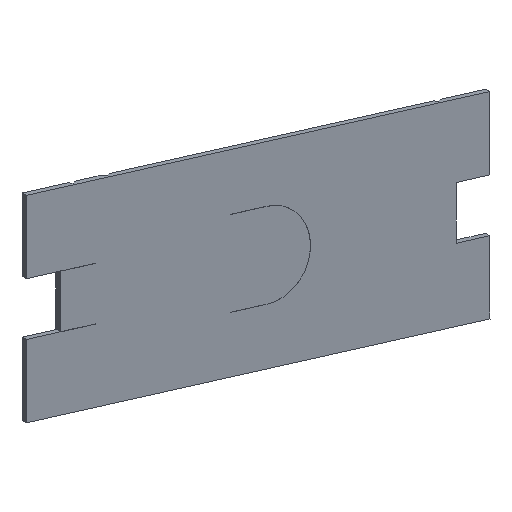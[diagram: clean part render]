
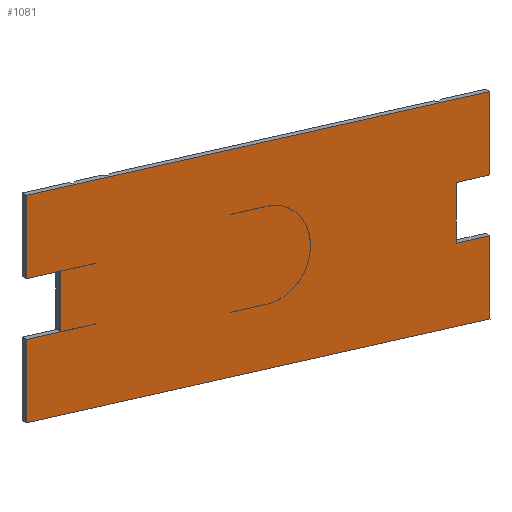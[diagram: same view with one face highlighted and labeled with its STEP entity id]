
A CAD part, top view. The second image highlights one B-rep face of the part: STEP entity #1081.
In plain terms, the highlighted face is planar.
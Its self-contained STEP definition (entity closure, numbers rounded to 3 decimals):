
#117=CARTESIAN_POINT('Vertex',(-29.,-66.5,2.)) ;
#131=CARTESIAN_POINT('Vertex',(-7.75,-66.5,2.)) ;
#134=CARTESIAN_POINT('Line Origine',(-18.375,-66.5,2.)) ;
#164=CARTESIAN_POINT('Vertex',(-7.75,-46.75,2.)) ;
#167=CARTESIAN_POINT('Line Origine',(-7.75,-56.625,2.)) ;
#217=CARTESIAN_POINT('Vertex',(-7.72,-46.75,2.)) ;
#220=CARTESIAN_POINT('Line Origine',(-7.735,-46.75,2.)) ;
#264=CARTESIAN_POINT('Vertex',(-7.72,-56.75,2.)) ;
#267=CARTESIAN_POINT('Line Origine',(-7.72,-51.75,2.)) ;
#303=CARTESIAN_POINT('Vertex',(7.72,-56.75,2.)) ;
#306=CARTESIAN_POINT('Line Origine',(0.,-56.75,2.)) ;
#336=CARTESIAN_POINT('Vertex',(7.72,-46.75,2.)) ;
#339=CARTESIAN_POINT('Line Origine',(7.72,-51.75,2.)) ;
#384=CARTESIAN_POINT('Vertex',(7.75,-46.75,2.)) ;
#387=CARTESIAN_POINT('Line Origine',(7.735,-46.75,2.)) ;
#417=CARTESIAN_POINT('Vertex',(7.75,-66.5,2.)) ;
#420=CARTESIAN_POINT('Line Origine',(7.75,-56.625,2.)) ;
#465=CARTESIAN_POINT('Vertex',(29.,-66.5,2.)) ;
#468=CARTESIAN_POINT('Line Origine',(18.375,-66.5,2.)) ;
#512=CARTESIAN_POINT('Vertex',(29.,66.5,2.)) ;
#515=CARTESIAN_POINT('Line Origine',(29.,0.,2.)) ;
#599=CARTESIAN_POINT('Vertex',(7.75,66.5,2.)) ;
#602=CARTESIAN_POINT('Line Origine',(18.375,66.5,2.)) ;
#625=CARTESIAN_POINT('Vertex',(7.75,56.75,2.)) ;
#628=CARTESIAN_POINT('Line Origine',(7.75,61.625,2.)) ;
#656=CARTESIAN_POINT('Vertex',(-7.75,56.75,2.)) ;
#659=CARTESIAN_POINT('Line Origine',(0.,56.75,2.)) ;
#682=CARTESIAN_POINT('Vertex',(-7.75,66.5,2.)) ;
#685=CARTESIAN_POINT('Line Origine',(-7.75,61.625,2.)) ;
#708=CARTESIAN_POINT('Vertex',(-29.,66.5,2.)) ;
#711=CARTESIAN_POINT('Line Origine',(-18.375,66.5,2.)) ;
#749=CARTESIAN_POINT('Line Origine',(-29.,0.,2.)) ;
#992=CARTESIAN_POINT('Axis2P3D Location',(0.,0.,2.)) ;
#1015=CARTESIAN_POINT('Line Origine',(12.5,-2.75,2.)) ;
#1019=CARTESIAN_POINT('Vertex',(12.5,-8.,2.)) ;
#1021=CARTESIAN_POINT('Vertex',(12.5,2.5,2.)) ;
#1024=CARTESIAN_POINT('Line Origine',(12.485,-8.,2.)) ;
#1028=CARTESIAN_POINT('Vertex',(12.47,-8.,2.)) ;
#1031=CARTESIAN_POINT('Line Origine',(12.47,-2.75,2.)) ;
#1035=CARTESIAN_POINT('Vertex',(12.47,2.5,2.)) ;
#1038=CARTESIAN_POINT('Axis2P3D Location',(0.,2.5,2.)) ;
#1042=CARTESIAN_POINT('Vertex',(-12.47,2.5,2.)) ;
#1045=CARTESIAN_POINT('Line Origine',(-12.47,-2.75,2.)) ;
#1049=CARTESIAN_POINT('Vertex',(-12.47,-8.,2.)) ;
#1052=CARTESIAN_POINT('Line Origine',(-12.485,-8.,2.)) ;
#1056=CARTESIAN_POINT('Vertex',(-12.5,-8.,2.)) ;
#1059=CARTESIAN_POINT('Line Origine',(-12.5,-2.75,2.)) ;
#1063=CARTESIAN_POINT('Vertex',(-12.5,2.5,2.)) ;
#1066=CARTESIAN_POINT('Axis2P3D Location',(0.,2.5,2.)) ;
#135=DIRECTION('Vector Direction',(1.,0.,0.)) ;
#168=DIRECTION('Vector Direction',(0.,1.,0.)) ;
#221=DIRECTION('Vector Direction',(1.,0.,0.)) ;
#268=DIRECTION('Vector Direction',(0.,1.,0.)) ;
#307=DIRECTION('Vector Direction',(-1.,0.,0.)) ;
#340=DIRECTION('Vector Direction',(0.,1.,0.)) ;
#388=DIRECTION('Vector Direction',(1.,0.,0.)) ;
#421=DIRECTION('Vector Direction',(0.,-1.,0.)) ;
#469=DIRECTION('Vector Direction',(1.,0.,0.)) ;
#516=DIRECTION('Vector Direction',(0.,-1.,0.)) ;
#603=DIRECTION('Vector Direction',(-1.,0.,0.)) ;
#629=DIRECTION('Vector Direction',(0.,-1.,0.)) ;
#660=DIRECTION('Vector Direction',(-1.,0.,0.)) ;
#686=DIRECTION('Vector Direction',(0.,1.,0.)) ;
#712=DIRECTION('Vector Direction',(-1.,0.,0.)) ;
#750=DIRECTION('Vector Direction',(0.,1.,0.)) ;
#993=DIRECTION('Axis2P3D Direction',(0.,-0.,1.)) ;
#994=DIRECTION('Axis2P3D XDirection',(0.,1.,0.)) ;
#1016=DIRECTION('Vector Direction',(0.,-1.,0.)) ;
#1025=DIRECTION('Vector Direction',(-1.,0.,0.)) ;
#1032=DIRECTION('Vector Direction',(0.,-1.,0.)) ;
#1039=DIRECTION('Axis2P3D Direction',(0.,-0.,1.)) ;
#1046=DIRECTION('Vector Direction',(0.,1.,0.)) ;
#1053=DIRECTION('Vector Direction',(-1.,0.,0.)) ;
#1060=DIRECTION('Vector Direction',(0.,1.,0.)) ;
#1067=DIRECTION('Axis2P3D Direction',(0.,-0.,1.)) ;
#995=AXIS2_PLACEMENT_3D('Plane Axis2P3D',#992,#993,#994) ;
#1040=AXIS2_PLACEMENT_3D('Circle Axis2P3D',#1038,#1039,$) ;
#1068=AXIS2_PLACEMENT_3D('Circle Axis2P3D',#1066,#1067,$) ;
#998=ORIENTED_EDGE('',*,*,#138,.T.) ;
#999=ORIENTED_EDGE('',*,*,#171,.T.) ;
#1000=ORIENTED_EDGE('',*,*,#224,.T.) ;
#1001=ORIENTED_EDGE('',*,*,#271,.T.) ;
#1002=ORIENTED_EDGE('',*,*,#310,.T.) ;
#1003=ORIENTED_EDGE('',*,*,#343,.T.) ;
#1004=ORIENTED_EDGE('',*,*,#391,.T.) ;
#1005=ORIENTED_EDGE('',*,*,#424,.T.) ;
#1006=ORIENTED_EDGE('',*,*,#472,.T.) ;
#1007=ORIENTED_EDGE('',*,*,#519,.T.) ;
#1008=ORIENTED_EDGE('',*,*,#606,.T.) ;
#1009=ORIENTED_EDGE('',*,*,#632,.T.) ;
#1010=ORIENTED_EDGE('',*,*,#663,.T.) ;
#1011=ORIENTED_EDGE('',*,*,#689,.T.) ;
#1012=ORIENTED_EDGE('',*,*,#715,.T.) ;
#1013=ORIENTED_EDGE('',*,*,#753,.T.) ;
#1072=ORIENTED_EDGE('',*,*,#1023,.F.) ;
#1073=ORIENTED_EDGE('',*,*,#1030,.F.) ;
#1074=ORIENTED_EDGE('',*,*,#1037,.F.) ;
#1075=ORIENTED_EDGE('',*,*,#1044,.F.) ;
#1076=ORIENTED_EDGE('',*,*,#1051,.F.) ;
#1077=ORIENTED_EDGE('',*,*,#1058,.F.) ;
#1078=ORIENTED_EDGE('',*,*,#1065,.F.) ;
#1079=ORIENTED_EDGE('',*,*,#1070,.F.) ;
#1080=FACE_BOUND('',#1071,.T.) ;
#136=VECTOR('Line Direction',#135,1.) ;
#169=VECTOR('Line Direction',#168,1.) ;
#222=VECTOR('Line Direction',#221,1.) ;
#269=VECTOR('Line Direction',#268,1.) ;
#308=VECTOR('Line Direction',#307,1.) ;
#341=VECTOR('Line Direction',#340,1.) ;
#389=VECTOR('Line Direction',#388,1.) ;
#422=VECTOR('Line Direction',#421,1.) ;
#470=VECTOR('Line Direction',#469,1.) ;
#517=VECTOR('Line Direction',#516,1.) ;
#604=VECTOR('Line Direction',#603,1.) ;
#630=VECTOR('Line Direction',#629,1.) ;
#661=VECTOR('Line Direction',#660,1.) ;
#687=VECTOR('Line Direction',#686,1.) ;
#713=VECTOR('Line Direction',#712,1.) ;
#751=VECTOR('Line Direction',#750,1.) ;
#1017=VECTOR('Line Direction',#1016,1.) ;
#1026=VECTOR('Line Direction',#1025,1.) ;
#1033=VECTOR('Line Direction',#1032,1.) ;
#1047=VECTOR('Line Direction',#1046,1.) ;
#1054=VECTOR('Line Direction',#1053,1.) ;
#1061=VECTOR('Line Direction',#1060,1.) ;
#1081=ADVANCED_FACE('PartBody',(#1014,#1080),#996,.T.) ;
#1041=CIRCLE('generated circle',#1040,12.47) ;
#1069=CIRCLE('generated circle',#1068,12.5) ;
#138=EDGE_CURVE('',#118,#132,#137,.T.) ;
#171=EDGE_CURVE('',#132,#165,#170,.T.) ;
#224=EDGE_CURVE('',#165,#218,#223,.T.) ;
#271=EDGE_CURVE('',#218,#265,#270,.F.) ;
#310=EDGE_CURVE('',#265,#304,#309,.F.) ;
#343=EDGE_CURVE('',#304,#337,#342,.T.) ;
#391=EDGE_CURVE('',#337,#385,#390,.T.) ;
#424=EDGE_CURVE('',#385,#418,#423,.T.) ;
#472=EDGE_CURVE('',#418,#466,#471,.T.) ;
#519=EDGE_CURVE('',#466,#513,#518,.F.) ;
#606=EDGE_CURVE('',#513,#600,#605,.T.) ;
#632=EDGE_CURVE('',#600,#626,#631,.T.) ;
#663=EDGE_CURVE('',#626,#657,#662,.T.) ;
#689=EDGE_CURVE('',#657,#683,#688,.T.) ;
#715=EDGE_CURVE('',#683,#709,#714,.T.) ;
#753=EDGE_CURVE('',#709,#118,#752,.F.) ;
#1023=EDGE_CURVE('',#1020,#1022,#1018,.F.) ;
#1030=EDGE_CURVE('',#1029,#1020,#1027,.F.) ;
#1037=EDGE_CURVE('',#1036,#1029,#1034,.T.) ;
#1044=EDGE_CURVE('',#1043,#1036,#1041,.F.) ;
#1051=EDGE_CURVE('',#1050,#1043,#1048,.T.) ;
#1058=EDGE_CURVE('',#1057,#1050,#1055,.F.) ;
#1065=EDGE_CURVE('',#1064,#1057,#1062,.F.) ;
#1070=EDGE_CURVE('',#1022,#1064,#1069,.T.) ;
#997=EDGE_LOOP('',(#998,#999,#1000,#1001,#1002,#1003,#1004,#1005,#1006,#1007,#1008,#1009,#1010,#1011,#1012,#1013)) ;
#1071=EDGE_LOOP('',(#1072,#1073,#1074,#1075,#1076,#1077,#1078,#1079)) ;
#1014=FACE_OUTER_BOUND('',#997,.T.) ;
#137=LINE('Line',#134,#136) ;
#170=LINE('Line',#167,#169) ;
#223=LINE('Line',#220,#222) ;
#270=LINE('Line',#267,#269) ;
#309=LINE('Line',#306,#308) ;
#342=LINE('Line',#339,#341) ;
#390=LINE('Line',#387,#389) ;
#423=LINE('Line',#420,#422) ;
#471=LINE('Line',#468,#470) ;
#518=LINE('Line',#515,#517) ;
#605=LINE('Line',#602,#604) ;
#631=LINE('Line',#628,#630) ;
#662=LINE('Line',#659,#661) ;
#688=LINE('Line',#685,#687) ;
#714=LINE('Line',#711,#713) ;
#752=LINE('Line',#749,#751) ;
#1018=LINE('Line',#1015,#1017) ;
#1027=LINE('Line',#1024,#1026) ;
#1034=LINE('Line',#1031,#1033) ;
#1048=LINE('Line',#1045,#1047) ;
#1055=LINE('Line',#1052,#1054) ;
#1062=LINE('Line',#1059,#1061) ;
#996=PLANE('',#995) ;
#118=VERTEX_POINT('',#117) ;
#132=VERTEX_POINT('',#131) ;
#165=VERTEX_POINT('',#164) ;
#218=VERTEX_POINT('',#217) ;
#265=VERTEX_POINT('',#264) ;
#304=VERTEX_POINT('',#303) ;
#337=VERTEX_POINT('',#336) ;
#385=VERTEX_POINT('',#384) ;
#418=VERTEX_POINT('',#417) ;
#466=VERTEX_POINT('',#465) ;
#513=VERTEX_POINT('',#512) ;
#600=VERTEX_POINT('',#599) ;
#626=VERTEX_POINT('',#625) ;
#657=VERTEX_POINT('',#656) ;
#683=VERTEX_POINT('',#682) ;
#709=VERTEX_POINT('',#708) ;
#1020=VERTEX_POINT('',#1019) ;
#1022=VERTEX_POINT('',#1021) ;
#1029=VERTEX_POINT('',#1028) ;
#1036=VERTEX_POINT('',#1035) ;
#1043=VERTEX_POINT('',#1042) ;
#1050=VERTEX_POINT('',#1049) ;
#1057=VERTEX_POINT('',#1056) ;
#1064=VERTEX_POINT('',#1063) ;
